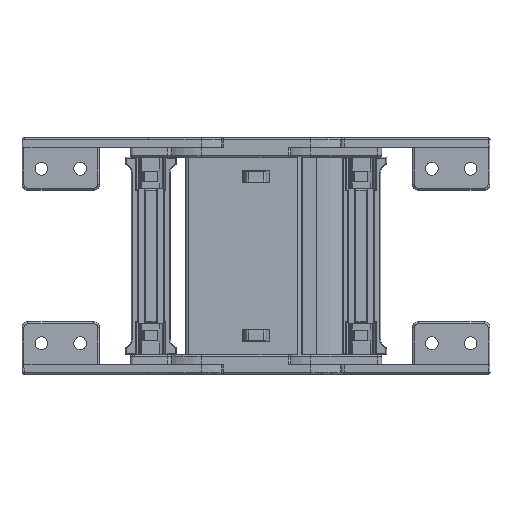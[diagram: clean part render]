
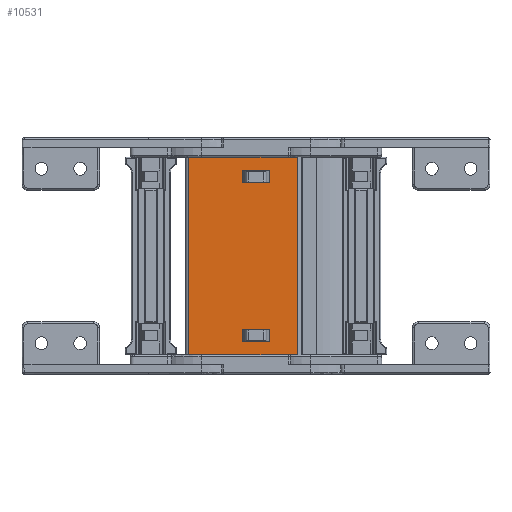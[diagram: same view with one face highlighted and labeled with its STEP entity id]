
A CAD part, front view. The second image highlights one B-rep face of the part: STEP entity #10531.
In plain terms, the highlighted planar face has unit normal (0, -1, 0).
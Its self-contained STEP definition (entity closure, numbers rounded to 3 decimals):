
#597 = LINE ( 'NONE', #8016, #62536 ) ;
#893 = EDGE_CURVE ( 'NONE', #82835, #67917, #95773, .T. ) ;
#1902 = ORIENTED_EDGE ( 'NONE', *, *, #5804, .T. ) ;
#2019 = ORIENTED_EDGE ( 'NONE', *, *, #86765, .F. ) ;
#3432 = ORIENTED_EDGE ( 'NONE', *, *, #6969, .F. ) ;
#3504 = CARTESIAN_POINT ( 'NONE',  ( -43.803, 69.889, 67.834 ) ) ;
#4751 = VECTOR ( 'NONE', #65346, 1000. ) ;
#5804 = EDGE_CURVE ( 'NONE', #40864, #47693, #24368, .T. ) ;
#6033 = ORIENTED_EDGE ( 'NONE', *, *, #10681, .T. ) ;
#6072 = EDGE_CURVE ( 'NONE', #19303, #66906, #81218, .T. ) ;
#6969 = EDGE_CURVE ( 'NONE', #91614, #29865, #59785, .T. ) ;
#8016 = CARTESIAN_POINT ( 'NONE',  ( -43.803, 69.889, 69.634 ) ) ;
#9352 = LINE ( 'NONE', #89600, #34512 ) ;
#10203 = ORIENTED_EDGE ( 'NONE', *, *, #893, .T. ) ;
#10531 = ADVANCED_FACE ( 'NONE', ( #88327, #66895, #103428 ), #100597, .F. ) ;
#10681 = EDGE_CURVE ( 'NONE', #47693, #22722, #80738, .T. ) ;
#11057 = CARTESIAN_POINT ( 'NONE',  ( -26.803, 69.889, -19.116 ) ) ;
#11699 = ORIENTED_EDGE ( 'NONE', *, *, #82609, .F. ) ;
#13709 = VERTEX_POINT ( 'NONE', #96924 ) ;
#16504 = DIRECTION ( 'NONE',  ( -1., 0., 0. ) ) ;
#16540 = LINE ( 'NONE', #61127, #65826 ) ;
#19303 = VERTEX_POINT ( 'NONE', #33379 ) ;
#19478 = DIRECTION ( 'NONE',  ( 0., 1., 0. ) ) ;
#20864 = EDGE_CURVE ( 'NONE', #65895, #82835, #597, .T. ) ;
#21239 = DIRECTION ( 'NONE',  ( 0., 0., 1. ) ) ;
#21296 = VERTEX_POINT ( 'NONE', #46079 ) ;
#22383 = DIRECTION ( 'NONE',  ( -1., 0., 0. ) ) ;
#22722 = VERTEX_POINT ( 'NONE', #70146 ) ;
#23994 = CARTESIAN_POINT ( 'NONE',  ( -68.783, 69.889, 69.634 ) ) ;
#24368 = LINE ( 'NONE', #50140, #43295 ) ;
#24845 = ORIENTED_EDGE ( 'NONE', *, *, #6072, .F. ) ;
#25810 = CARTESIAN_POINT ( 'NONE',  ( -40.803, 69.889, -19.116 ) ) ;
#27417 = CARTESIAN_POINT ( 'NONE',  ( -26.803, 69.889, -25.416 ) ) ;
#29281 = DIRECTION ( 'NONE',  ( 0., 0., -1. ) ) ;
#29453 = CARTESIAN_POINT ( 'NONE',  ( -43.803, 69.889, -32.166 ) ) ;
#29865 = VERTEX_POINT ( 'NONE', #27417 ) ;
#29886 = ORIENTED_EDGE ( 'NONE', *, *, #50230, .F. ) ;
#30682 = VECTOR ( 'NONE', #46827, 1000. ) ;
#32920 = EDGE_CURVE ( 'NONE', #22722, #21296, #72824, .T. ) ;
#33379 = CARTESIAN_POINT ( 'NONE',  ( -26.803, 69.889, -19.116 ) ) ;
#33500 = DIRECTION ( 'NONE',  ( 0., 0., -1. ) ) ;
#34512 = VECTOR ( 'NONE', #33500, 1000. ) ;
#34571 = ORIENTED_EDGE ( 'NONE', *, *, #20864, .T. ) ;
#36314 = CARTESIAN_POINT ( 'NONE',  ( -40.803, 69.889, -19.116 ) ) ;
#39869 = EDGE_LOOP ( 'NONE', ( #24845, #29886, #3432, #81047 ) ) ;
#40864 = VERTEX_POINT ( 'NONE', #47119 ) ;
#41595 = CARTESIAN_POINT ( 'NONE',  ( -40.803, 69.889, -25.416 ) ) ;
#41597 = AXIS2_PLACEMENT_3D ( 'NONE', #3504, #19478, #68561 ) ;
#41954 = CARTESIAN_POINT ( 'NONE',  ( -26.803, 69.889, 62.884 ) ) ;
#43295 = VECTOR ( 'NONE', #50852, 1000. ) ;
#46079 = CARTESIAN_POINT ( 'NONE',  ( -40.803, 69.889, 56.584 ) ) ;
#46382 = VECTOR ( 'NONE', #22383, 1000. ) ;
#46827 = DIRECTION ( 'NONE',  ( 1., 0., 0. ) ) ;
#47119 = CARTESIAN_POINT ( 'NONE',  ( -40.803, 69.889, 62.884 ) ) ;
#47693 = VERTEX_POINT ( 'NONE', #41954 ) ;
#50140 = CARTESIAN_POINT ( 'NONE',  ( -40.803, 69.889, 62.884 ) ) ;
#50230 = EDGE_CURVE ( 'NONE', #29865, #19303, #91464, .T. ) ;
#50539 = CARTESIAN_POINT ( 'NONE',  ( -40.803, 69.889, -25.416 ) ) ;
#50852 = DIRECTION ( 'NONE',  ( 1., 0., 0. ) ) ;
#50946 = EDGE_CURVE ( 'NONE', #66906, #91614, #9352, .T. ) ;
#57033 = DIRECTION ( 'NONE',  ( -1., 0., 0. ) ) ;
#58219 = EDGE_LOOP ( 'NONE', ( #11699, #34571, #10203, #2019 ) ) ;
#58771 = DIRECTION ( 'NONE',  ( 0., 0., 1. ) ) ;
#59266 = VECTOR ( 'NONE', #29281, 1000. ) ;
#59785 = LINE ( 'NONE', #41595, #30682 ) ;
#60413 = CARTESIAN_POINT ( 'NONE',  ( -12.583, 69.889, 149.453 ) ) ;
#60757 = DIRECTION ( 'NONE',  ( 0., 0., -1. ) ) ;
#61127 = CARTESIAN_POINT ( 'NONE',  ( -40.803, 69.889, 56.584 ) ) ;
#62507 = CARTESIAN_POINT ( 'NONE',  ( -26.803, 69.889, 56.584 ) ) ;
#62536 = VECTOR ( 'NONE', #16504, 1000. ) ;
#62691 = VECTOR ( 'NONE', #57033, 1000. ) ;
#63859 = EDGE_CURVE ( 'NONE', #21296, #40864, #16540, .T. ) ;
#65346 = DIRECTION ( 'NONE',  ( 0., 0., -1. ) ) ;
#65826 = VECTOR ( 'NONE', #21239, 1000. ) ;
#65895 = VERTEX_POINT ( 'NONE', #91056 ) ;
#66314 = ORIENTED_EDGE ( 'NONE', *, *, #63859, .T. ) ;
#66471 = DIRECTION ( 'NONE',  ( -1., 0., 0. ) ) ;
#66895 = FACE_OUTER_BOUND ( 'NONE', #58219, .T. ) ;
#66906 = VERTEX_POINT ( 'NONE', #36314 ) ;
#67400 = VECTOR ( 'NONE', #66471, 1000. ) ;
#67917 = VERTEX_POINT ( 'NONE', #95098 ) ;
#68561 = DIRECTION ( 'NONE',  ( 0., 0., -1. ) ) ;
#69338 = LINE ( 'NONE', #29453, #46382 ) ;
#70146 = CARTESIAN_POINT ( 'NONE',  ( -26.803, 69.889, 56.584 ) ) ;
#72630 = CARTESIAN_POINT ( 'NONE',  ( -40.803, 69.889, 56.584 ) ) ;
#72824 = LINE ( 'NONE', #72630, #62691 ) ;
#73830 = CARTESIAN_POINT ( 'NONE',  ( -68.783, 69.889, 149.453 ) ) ;
#80738 = LINE ( 'NONE', #62507, #59266 ) ;
#81047 = ORIENTED_EDGE ( 'NONE', *, *, #50946, .F. ) ;
#81218 = LINE ( 'NONE', #25810, #67400 ) ;
#82609 = EDGE_CURVE ( 'NONE', #65895, #13709, #104381, .T. ) ;
#82835 = VERTEX_POINT ( 'NONE', #23994 ) ;
#85151 = VECTOR ( 'NONE', #58771, 1000. ) ;
#86765 = EDGE_CURVE ( 'NONE', #13709, #67917, #69338, .T. ) ;
#88327 = FACE_BOUND ( 'NONE', #39869, .T. ) ;
#89600 = CARTESIAN_POINT ( 'NONE',  ( -40.803, 69.889, -19.116 ) ) ;
#91056 = CARTESIAN_POINT ( 'NONE',  ( -12.583, 69.889, 69.634 ) ) ;
#91464 = LINE ( 'NONE', #11057, #85151 ) ;
#91614 = VERTEX_POINT ( 'NONE', #50539 ) ;
#95098 = CARTESIAN_POINT ( 'NONE',  ( -68.783, 69.889, -32.166 ) ) ;
#95773 = LINE ( 'NONE', #73830, #4751 ) ;
#96924 = CARTESIAN_POINT ( 'NONE',  ( -12.583, 69.889, -32.166 ) ) ;
#98131 = ORIENTED_EDGE ( 'NONE', *, *, #32920, .T. ) ;
#99366 = VECTOR ( 'NONE', #60757, 1000. ) ;
#100597 = PLANE ( 'NONE',  #41597 ) ;
#103428 = FACE_BOUND ( 'NONE', #104784, .T. ) ;
#104381 = LINE ( 'NONE', #60413, #99366 ) ;
#104784 = EDGE_LOOP ( 'NONE', ( #98131, #66314, #1902, #6033 ) ) ;
